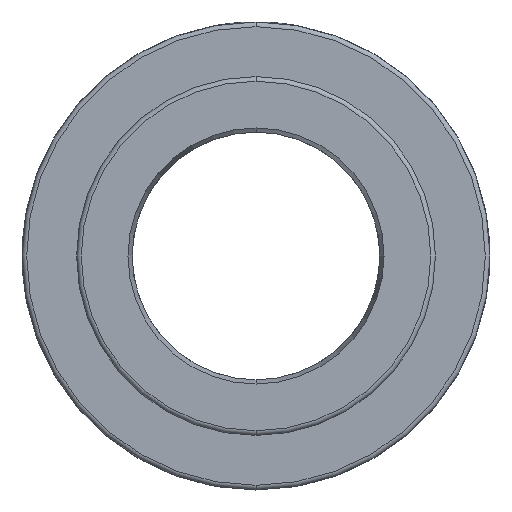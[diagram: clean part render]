
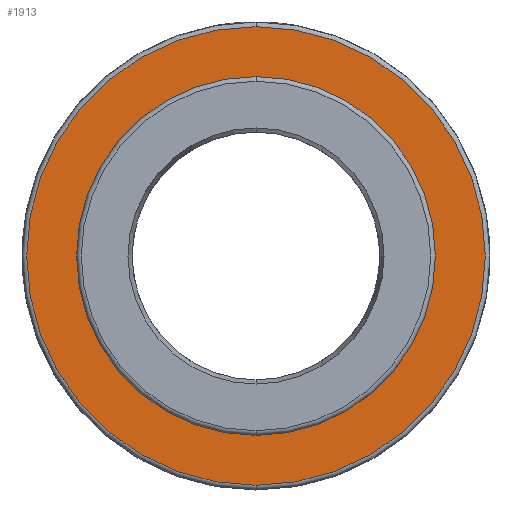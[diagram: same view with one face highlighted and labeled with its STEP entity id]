
A CAD part, front view. The second image highlights one B-rep face of the part: STEP entity #1913.
In plain terms, the highlighted planar face has unit normal (0, -1, 0).
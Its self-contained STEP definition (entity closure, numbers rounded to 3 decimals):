
#327 = DIRECTION ( 'NONE',  ( 0., 0., 1. ) ) ;
#333 = DIRECTION ( 'NONE',  ( 0., 1., 0. ) ) ;
#339 = CARTESIAN_POINT ( 'NONE',  ( 0., 1., 0. ) ) ;
#424 = VERTEX_POINT ( 'NONE', #4444 ) ;
#803 = EDGE_CURVE ( 'NONE', #3928, #424, #1956, .T. ) ;
#929 = FACE_BOUND ( 'NONE', #2130, .T. ) ;
#970 = FACE_OUTER_BOUND ( 'NONE', #3154, .T. ) ;
#993 = CARTESIAN_POINT ( 'NONE',  ( 0., 1., -11.5 ) ) ;
#1332 = AXIS2_PLACEMENT_3D ( 'NONE', #4015, #3737, #3617 ) ;
#1376 = DIRECTION ( 'NONE',  ( 0., 0., 1. ) ) ;
#1406 = DIRECTION ( 'NONE',  ( 0., -1., 0. ) ) ;
#1418 = CARTESIAN_POINT ( 'NONE',  ( 0., 1., 0. ) ) ;
#1533 = CARTESIAN_POINT ( 'NONE',  ( 0., 1., 14.7 ) ) ;
#1830 = VERTEX_POINT ( 'NONE', #1533 ) ;
#1913 = ADVANCED_FACE ( 'NONE', ( #970, #929 ), #3017, .F. ) ;
#1956 = CIRCLE ( 'NONE', #1332, 11.5 ) ;
#2130 = EDGE_LOOP ( 'NONE', ( #4324, #3664 ) ) ;
#2205 = DIRECTION ( 'NONE',  ( 0., 0., 1. ) ) ;
#2219 = CIRCLE ( 'NONE', #2867, 11.5 ) ;
#2294 = DIRECTION ( 'NONE',  ( 0., -1., 0. ) ) ;
#2297 = CARTESIAN_POINT ( 'NONE',  ( 0., 1., 0. ) ) ;
#2681 = CIRCLE ( 'NONE', #3073, 14.7 ) ;
#2728 = VERTEX_POINT ( 'NONE', #3929 ) ;
#2830 = DIRECTION ( 'NONE',  ( 0., 0., 1. ) ) ;
#2866 = EDGE_CURVE ( 'NONE', #1830, #2728, #4510, .T. ) ;
#2867 = AXIS2_PLACEMENT_3D ( 'NONE', #339, #333, #327 ) ;
#3017 = PLANE ( 'NONE',  #4403 ) ;
#3073 = AXIS2_PLACEMENT_3D ( 'NONE', #1418, #1406, #1376 ) ;
#3099 = CARTESIAN_POINT ( 'NONE',  ( 15., 1., 0. ) ) ;
#3154 = EDGE_LOOP ( 'NONE', ( #3876, #4409 ) ) ;
#3617 = DIRECTION ( 'NONE',  ( 0., 0., 1. ) ) ;
#3664 = ORIENTED_EDGE ( 'NONE', *, *, #803, .T. ) ;
#3675 = AXIS2_PLACEMENT_3D ( 'NONE', #2297, #2294, #2205 ) ;
#3737 = DIRECTION ( 'NONE',  ( 0., 1., 0. ) ) ;
#3853 = EDGE_CURVE ( 'NONE', #2728, #1830, #2681, .T. ) ;
#3876 = ORIENTED_EDGE ( 'NONE', *, *, #2866, .T. ) ;
#3925 = DIRECTION ( 'NONE',  ( 0., 1., 0. ) ) ;
#3928 = VERTEX_POINT ( 'NONE', #993 ) ;
#3929 = CARTESIAN_POINT ( 'NONE',  ( 0., 1., -14.7 ) ) ;
#4015 = CARTESIAN_POINT ( 'NONE',  ( 0., 1., 0. ) ) ;
#4078 = EDGE_CURVE ( 'NONE', #424, #3928, #2219, .T. ) ;
#4324 = ORIENTED_EDGE ( 'NONE', *, *, #4078, .T. ) ;
#4403 = AXIS2_PLACEMENT_3D ( 'NONE', #3099, #3925, #2830 ) ;
#4409 = ORIENTED_EDGE ( 'NONE', *, *, #3853, .T. ) ;
#4444 = CARTESIAN_POINT ( 'NONE',  ( 0., 1., 11.5 ) ) ;
#4510 = CIRCLE ( 'NONE', #3675, 14.7 ) ;
